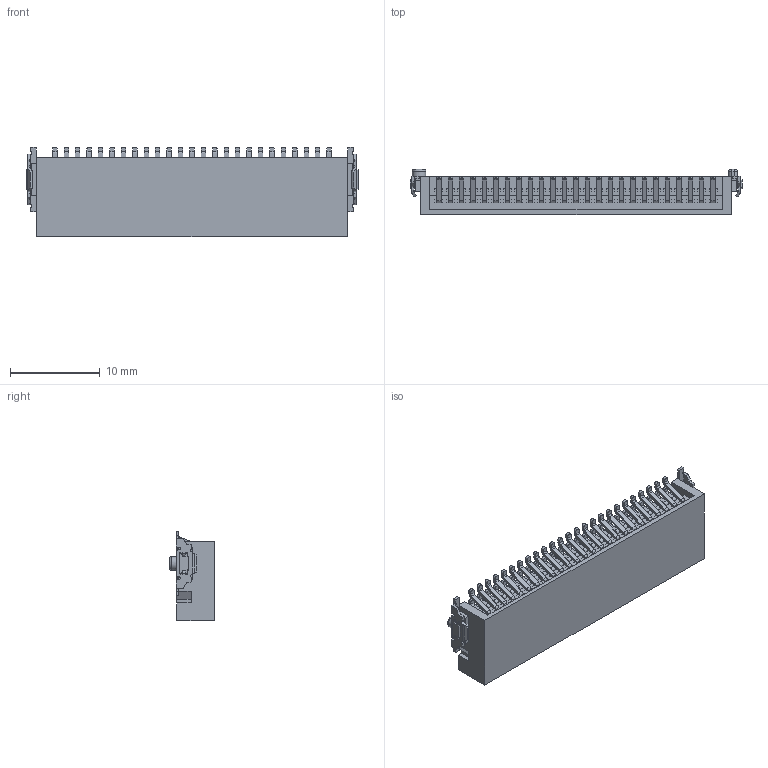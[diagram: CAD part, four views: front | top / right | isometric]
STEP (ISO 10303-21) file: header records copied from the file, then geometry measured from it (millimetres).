
FILE_DESCRIPTION(/* description */ ('STEP AP214'),/* implementation_level */ '2;1');
FILE_NAME(/* name */ 'GBED204-2505B001C1AD',/* time_stamp */ '2025-11-16T22:44:22+01:00',/* author */ ('License CC BY-ND 4.0'),/* organization */ ('CADENAS'),/* preprocessor_version */ 'ST-DEVELOPER v20',/* originating_system */ 'PARTsolutions',/* authorisation */ ' ');
FILE_SCHEMA (('AUTOMOTIVE_DESIGN {1 0 10303 214 3 1 1}'));
Length unit declared in the file: millimetre
Products named in the file (5): GBED204-2505B001C1AD; GBED204-25-HSG; GBED204-Terminal2; GBED204-Terminal; GBED204-Ground Piece
Assembly tree (53 placements, depth 2):
  GBED204-2505B001C1AD
    GBED204-25-HSG
    GBED204-Terminal2  x25
    GBED204-Terminal  x25
    GBED204-Ground Piece  x2
Bounding box: 36.9 x 5 x 10 mm (x, y, z)
Volume: 689.2 mm3; surface area: 2277.5 mm2
Topology: 53 solids, 53 shells, 1735 faces, 4688 edges, 3063 vertices
Faces by surface type: plane 1329, cylinder 401, torus 5
Full cylindrical faces by diameter (mm): 1.5 x1
Entity records: 10022 total; most frequent: CARTESIAN_POINT 1726, DIRECTION 1709, ORIENTED_EDGE 1658, EDGE_CURVE 829, LINE 659, VECTOR 659, VERTEX_POINT 542, AXIS2_PLACEMENT_3D 525
